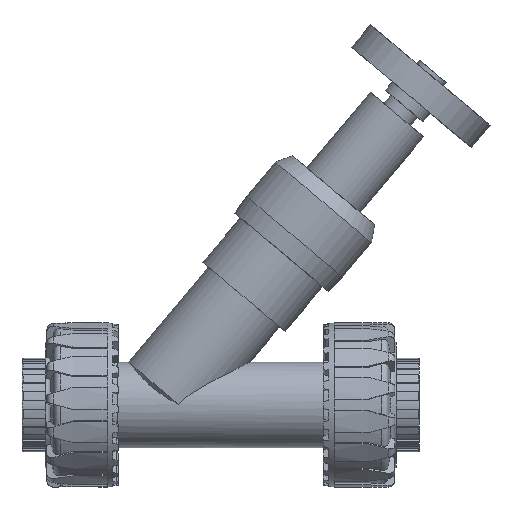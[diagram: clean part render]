
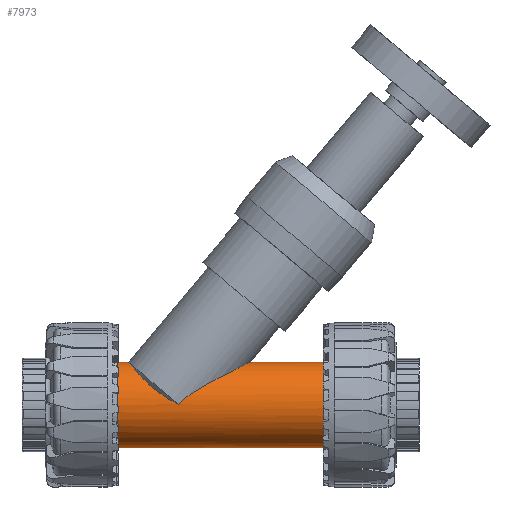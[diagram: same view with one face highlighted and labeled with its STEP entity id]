
A CAD part, front view. The second image highlights one B-rep face of the part: STEP entity #7973.
In plain terms, the highlighted cylindrical face has radius 19 mm (diameter 38 mm), a full revolution.
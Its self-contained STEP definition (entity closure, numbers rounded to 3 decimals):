
#186=FACE_BOUND($,#1587,.T.);
#187=FACE_BOUND($,#1588,.T.);
#188=FACE_BOUND($,#1589,.T.);
#226=B_SPLINE_CURVE_WITH_KNOTS($,3,(#12317,#12318,#12319,#12320,#12321,
#12322,#12323,#12324,#12325,#12326,#12327,#12328,#12329,#12330,#12331,#12332,
#12333,#12334,#12335,#12336,#12337,#12338),.UNSPECIFIED.,.F.,.F.,(4,3,3,
3,3,3,3,4),(-29.827,-29.707,-28.788,-27.42,
-26.604,-24.844,-23.387,-23.291),
 .UNSPECIFIED.);
#227=B_SPLINE_CURVE_WITH_KNOTS($,3,(#12340,#12341,#12342,#12343,#12344,
#12345,#12346,#12347,#12348,#12349,#12350,#12351,#12352,#12353,#12354,#12355,
#12356,#12357),.UNSPECIFIED.,.F.,.F.,(4,2,2,2,2,2,2,2,4),(4.269,
4.618,4.967,5.608,6.249,6.901,
7.552,8.045,8.495),.UNSPECIFIED.);
#228=B_SPLINE_CURVE_WITH_KNOTS($,3,(#12359,#12360,#12361,#12362,#12363,
#12364,#12365,#12366,#12367,#12368,#12369,#12370,#12371,#12372,#12373,#12374,
#12375,#12376),.UNSPECIFIED.,.F.,.F.,(4,2,2,2,2,2,2,2,4),(-14.365,
-13.915,-13.422,-12.77,-12.119,-11.478,
-10.836,-10.487,-10.139),.UNSPECIFIED.);
#229=B_SPLINE_CURVE_WITH_KNOTS($,3,(#12377,#12378,#12379,#12380,#12381,
#12382,#12383,#12384,#12385,#12386,#12387,#12388,#12389,#12390,#12391,#12392),
 .UNSPECIFIED.,.F.,.F.,(4,3,3,3,3,4),(-23.291,-21.773,
-20.206,-18.738,-17.619,-16.631),
 .UNSPECIFIED.);
#296=CYLINDRICAL_SURFACE($,#8463,19.);
#401=CIRCLE($,#8453,19.);
#404=CIRCLE($,#8459,19.);
#1587=EDGE_LOOP($,(#5487,#5488,#5489,#5490));
#1588=EDGE_LOOP($,(#5491));
#1589=EDGE_LOOP($,(#5492));
#3351=VERTEX_POINT($,#12299);
#3354=VERTEX_POINT($,#12308);
#3356=VERTEX_POINT($,#12315);
#3357=VERTEX_POINT($,#12316);
#3358=VERTEX_POINT($,#12339);
#3359=VERTEX_POINT($,#12358);
#4198=EDGE_CURVE($,#3351,#3351,#401,.T.);
#4201=EDGE_CURVE($,#3354,#3354,#404,.T.);
#4203=EDGE_CURVE($,#3356,#3357,#226,.T.);
#4204=EDGE_CURVE($,#3358,#3356,#227,.T.);
#4205=EDGE_CURVE($,#3359,#3358,#228,.T.);
#4206=EDGE_CURVE($,#3357,#3359,#229,.T.);
#5487=ORIENTED_EDGE($,*,*,#4203,.F.);
#5488=ORIENTED_EDGE($,*,*,#4204,.F.);
#5489=ORIENTED_EDGE($,*,*,#4205,.F.);
#5490=ORIENTED_EDGE($,*,*,#4206,.F.);
#5491=ORIENTED_EDGE($,*,*,#4198,.T.);
#5492=ORIENTED_EDGE($,*,*,#4201,.F.);
#7973=ADVANCED_FACE($,(#186,#187,#188),#296,.T.);
#8453=AXIS2_PLACEMENT_3D($,#12300,#9557,#9558);
#8459=AXIS2_PLACEMENT_3D($,#12309,#9569,#9570);
#8463=AXIS2_PLACEMENT_3D($,#12314,#9577,#9578);
#9557=DIRECTION('center_axis',(1.,0.,0.));
#9558=DIRECTION('ref_axis',(0.,0.,1.));
#9569=DIRECTION('center_axis',(1.,0.,0.));
#9570=DIRECTION('ref_axis',(0.,0.,1.));
#9577=DIRECTION('center_axis',(1.,0.,0.));
#9578=DIRECTION('ref_axis',(0.,0.,1.));
#12299=CARTESIAN_POINT('',(20.1,0.,19.));
#12300=CARTESIAN_POINT('Origin',(20.1,0.,0.));
#12308=CARTESIAN_POINT('',(111.9,-13.538,13.331));
#12309=CARTESIAN_POINT('Origin',(111.9,0.,0.));
#12314=CARTESIAN_POINT('Origin',(66.,0.,0.));
#12315=CARTESIAN_POINT('',(47.129,18.997,0.324));
#12316=CARTESIAN_POINT('',(24.871,0.,19.));
#12317=CARTESIAN_POINT('Ctrl Pts',(47.129,18.997,0.324));
#12318=CARTESIAN_POINT('Ctrl Pts',(46.819,18.995,0.476));
#12319=CARTESIAN_POINT('Ctrl Pts',(46.516,18.99,0.628));
#12320=CARTESIAN_POINT('Ctrl Pts',(46.218,18.984,0.78));
#12321=CARTESIAN_POINT('Ctrl Pts',(43.939,18.936,1.942));
#12322=CARTESIAN_POINT('Ctrl Pts',(41.954,18.783,3.119));
#12323=CARTESIAN_POINT('Ctrl Pts',(40.173,18.5,4.329));
#12324=CARTESIAN_POINT('Ctrl Pts',(37.523,18.079,6.13));
#12325=CARTESIAN_POINT('Ctrl Pts',(35.449,17.377,7.902));
#12326=CARTESIAN_POINT('Ctrl Pts',(33.726,16.453,9.502));
#12327=CARTESIAN_POINT('Ctrl Pts',(32.697,15.902,10.457));
#12328=CARTESIAN_POINT('Ctrl Pts',(31.771,15.264,11.375));
#12329=CARTESIAN_POINT('Ctrl Pts',(30.897,14.502,12.276));
#12330=CARTESIAN_POINT('Ctrl Pts',(29.014,12.859,14.216));
#12331=CARTESIAN_POINT('Ctrl Pts',(27.436,10.651,16.013));
#12332=CARTESIAN_POINT('Ctrl Pts',(26.359,7.947,17.258));
#12333=CARTESIAN_POINT('Ctrl Pts',(25.467,5.707,18.289));
#12334=CARTESIAN_POINT('Ctrl Pts',(24.937,3.132,18.922));
#12335=CARTESIAN_POINT('Ctrl Pts',(24.877,0.517,18.993));
#12336=CARTESIAN_POINT('Ctrl Pts',(24.873,0.345,18.998));
#12337=CARTESIAN_POINT('Ctrl Pts',(24.871,0.172,19.));
#12338=CARTESIAN_POINT('Ctrl Pts',(24.871,0.,
19.));
#12339=CARTESIAN_POINT('',(79.014,0.,19.));
#12340=CARTESIAN_POINT('Ctrl Pts',(79.014,0.,
19.));
#12341=CARTESIAN_POINT('Ctrl Pts',(79.014,1.163,19.));
#12342=CARTESIAN_POINT('Ctrl Pts',(78.78,2.39,18.885));
#12343=CARTESIAN_POINT('Ctrl Pts',(77.902,4.675,18.453));
#12344=CARTESIAN_POINT('Ctrl Pts',(77.265,5.734,18.139));
#12345=CARTESIAN_POINT('Ctrl Pts',(75.363,8.263,17.198));
#12346=CARTESIAN_POINT('Ctrl Pts',(73.751,9.718,16.397));
#12347=CARTESIAN_POINT('Ctrl Pts',(70.256,12.204,14.641));
#12348=CARTESIAN_POINT('Ctrl Pts',(68.375,13.236,13.686));
#12349=CARTESIAN_POINT('Ctrl Pts',(64.843,14.897,11.859));
#12350=CARTESIAN_POINT('Ctrl Pts',(62.849,15.676,10.812));
#12351=CARTESIAN_POINT('Ctrl Pts',(58.83,16.982,8.617));
#12352=CARTESIAN_POINT('Ctrl Pts',(56.807,17.51,7.469));
#12353=CARTESIAN_POINT('Ctrl Pts',(53.61,18.206,5.51));
#12354=CARTESIAN_POINT('Ctrl Pts',(52.109,18.481,4.543));
#12355=CARTESIAN_POINT('Ctrl Pts',(49.379,18.859,2.51));
#12356=CARTESIAN_POINT('Ctrl Pts',(48.138,18.978,1.459));
#12357=CARTESIAN_POINT('Ctrl Pts',(47.129,18.997,0.324));
#12358=CARTESIAN_POINT('',(47.129,-18.997,0.324));
#12359=CARTESIAN_POINT('Ctrl Pts',(47.129,-18.997,0.324));
#12360=CARTESIAN_POINT('Ctrl Pts',(48.138,-18.978,1.459));
#12361=CARTESIAN_POINT('Ctrl Pts',(49.379,-18.859,2.51));
#12362=CARTESIAN_POINT('Ctrl Pts',(52.109,-18.481,4.543));
#12363=CARTESIAN_POINT('Ctrl Pts',(53.61,-18.206,5.51));
#12364=CARTESIAN_POINT('Ctrl Pts',(56.807,-17.51,7.469));
#12365=CARTESIAN_POINT('Ctrl Pts',(58.83,-16.982,8.617));
#12366=CARTESIAN_POINT('Ctrl Pts',(62.849,-15.676,10.812));
#12367=CARTESIAN_POINT('Ctrl Pts',(64.843,-14.897,11.859));
#12368=CARTESIAN_POINT('Ctrl Pts',(68.375,-13.236,13.686));
#12369=CARTESIAN_POINT('Ctrl Pts',(70.256,-12.204,14.641));
#12370=CARTESIAN_POINT('Ctrl Pts',(73.751,-9.718,16.397));
#12371=CARTESIAN_POINT('Ctrl Pts',(75.363,-8.263,17.198));
#12372=CARTESIAN_POINT('Ctrl Pts',(77.265,-5.734,18.139));
#12373=CARTESIAN_POINT('Ctrl Pts',(77.902,-4.675,18.453));
#12374=CARTESIAN_POINT('Ctrl Pts',(78.78,-2.39,18.885));
#12375=CARTESIAN_POINT('Ctrl Pts',(79.014,-1.163,19.));
#12376=CARTESIAN_POINT('Ctrl Pts',(79.014,0.,
19.));
#12377=CARTESIAN_POINT('Ctrl Pts',(24.871,0.,
19.));
#12378=CARTESIAN_POINT('Ctrl Pts',(24.871,-2.723,19.));
#12379=CARTESIAN_POINT('Ctrl Pts',(25.383,-5.438,18.388));
#12380=CARTESIAN_POINT('Ctrl Pts',(26.298,-7.794,17.328));
#12381=CARTESIAN_POINT('Ctrl Pts',(27.244,-10.227,16.233));
#12382=CARTESIAN_POINT('Ctrl Pts',(28.607,-12.292,14.678));
#12383=CARTESIAN_POINT('Ctrl Pts',(30.241,-13.895,12.958));
#12384=CARTESIAN_POINT('Ctrl Pts',(31.773,-15.398,11.347));
#12385=CARTESIAN_POINT('Ctrl Pts',(33.555,-16.543,9.566));
#12386=CARTESIAN_POINT('Ctrl Pts',(35.754,-17.37,7.699));
#12387=CARTESIAN_POINT('Ctrl Pts',(37.431,-18.001,6.275));
#12388=CARTESIAN_POINT('Ctrl Pts',(39.4,-18.433,4.794));
#12389=CARTESIAN_POINT('Ctrl Pts',(41.452,-18.677,3.488));
#12390=CARTESIAN_POINT('Ctrl Pts',(43.262,-18.892,2.336));
#12391=CARTESIAN_POINT('Ctrl Pts',(45.207,-18.981,1.271));
#12392=CARTESIAN_POINT('Ctrl Pts',(47.129,-18.997,0.324));
